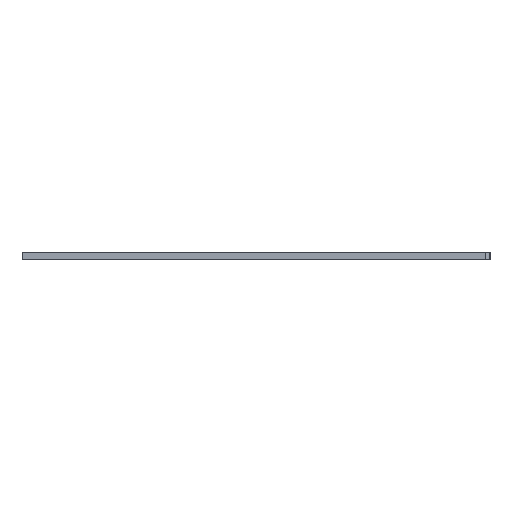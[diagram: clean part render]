
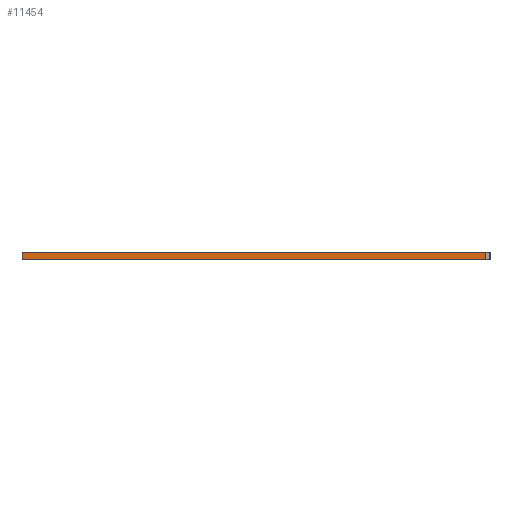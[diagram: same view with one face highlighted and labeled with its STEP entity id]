
A CAD part, left-side view. The second image highlights one B-rep face of the part: STEP entity #11454.
In plain terms, the highlighted planar face has unit normal (-1, 0, 0).
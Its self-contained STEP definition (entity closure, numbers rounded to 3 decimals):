
#442=FACE_OUTER_BOUND('',#1156,.T.);
#1156=EDGE_LOOP('',(#8857,#8858,#8859,#8860));
#2284=LINE('',#16685,#3482);
#2592=LINE('',#17865,#3790);
#2914=LINE('',#19063,#4112);
#2916=LINE('',#19067,#4114);
#3482=VECTOR('',#13188,10.);
#3790=VECTOR('',#14062,10.);
#4112=VECTOR('',#14976,10.);
#4114=VECTOR('',#14982,10.);
#4680=VERTEX_POINT('',#16682);
#4681=VERTEX_POINT('',#16684);
#5265=VERTEX_POINT('',#17854);
#5270=VERTEX_POINT('',#17863);
#5852=EDGE_CURVE('',#4681,#4680,#2284,.T.);
#6442=EDGE_CURVE('',#5265,#5270,#2592,.T.);
#7042=EDGE_CURVE('',#4680,#5265,#2914,.T.);
#7044=EDGE_CURVE('',#4681,#5270,#2916,.T.);
#8857=ORIENTED_EDGE('',*,*,#7042,.T.);
#8858=ORIENTED_EDGE('',*,*,#6442,.T.);
#8859=ORIENTED_EDGE('',*,*,#7044,.F.);
#8860=ORIENTED_EDGE('',*,*,#5852,.T.);
#11138=PLANE('',#12616);
#11454=ADVANCED_FACE('',(#442),#11138,.T.);
#12616=AXIS2_PLACEMENT_3D('',#19066,#14980,#14981);
#13188=DIRECTION('',(0.,1.,0.));
#14062=DIRECTION('',(0.,-1.,0.));
#14976=DIRECTION('',(0.,0.,-1.));
#14980=DIRECTION('center_axis',(-1.,0.,0.));
#14981=DIRECTION('ref_axis',(0.,-1.,0.));
#14982=DIRECTION('',(0.,0.,-1.));
#16682=CARTESIAN_POINT('',(0.,-0.025,1.5));
#16684=CARTESIAN_POINT('',(0.,-94.225,1.5));
#16685=CARTESIAN_POINT('',(0.,0.,1.5));
#17854=CARTESIAN_POINT('',(0.,-0.025,0.));
#17863=CARTESIAN_POINT('',(0.,-94.225,0.));
#17865=CARTESIAN_POINT('',(0.,0.,0.));
#19063=CARTESIAN_POINT('',(0.,-0.025,0.));
#19066=CARTESIAN_POINT('Origin',(0.,0.,0.));
#19067=CARTESIAN_POINT('',(0.,-94.225,0.));
